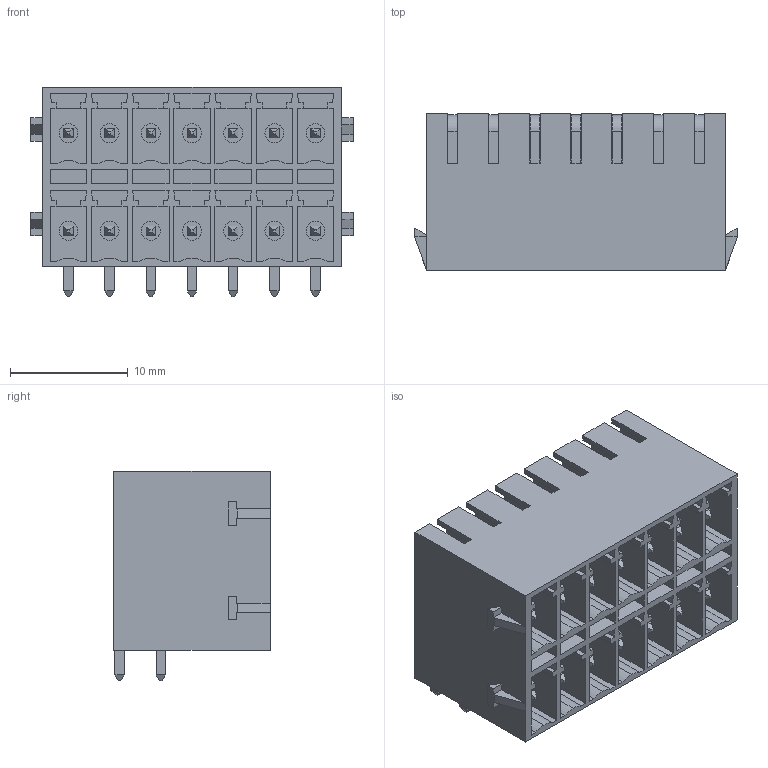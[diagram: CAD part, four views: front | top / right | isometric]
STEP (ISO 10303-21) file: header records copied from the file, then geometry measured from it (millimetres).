
FILE_DESCRIPTION (( 'STEP AP214' ), '1' );
FILE_NAME ('CONN-TH_14P-P3.50_KEFA_KF2EDGKRG-3.5-2X7P.STEP', '2023-02-27T06:33:51', ( 'PC' ), ( 'Microsoft' ), 'SwSTEP 2.0', 'SolidWorks 2020', '' );
FILE_SCHEMA (( 'AUTOMOTIVE_DESIGN' ));
Length unit declared in the file: millimetre
Products named in the file (1): CONN-TH_14P-P3.50_KEFA_KF2EDGKRG-3.5-2X7P
Bounding box: 27.4 x 13.3 x 17.8 mm (x, y, z)
Volume: 2348.9 mm3; surface area: 5850.2 mm2
Topology: 1 solids, 1 shells, 1071 faces, 2813 edges, 1826 vertices
Faces by surface type: plane 889, bspline 98, cylinder 84
Entity records: 44678 total; most frequent: CARTESIAN_POINT 7017, ORIENTED_EDGE 5626, DIRECTION 4729, EDGE_CURVE 2813, VECTOR 2445, LINE 2445, VERTEX_POINT 1826, EDGE_LOOP 1153
